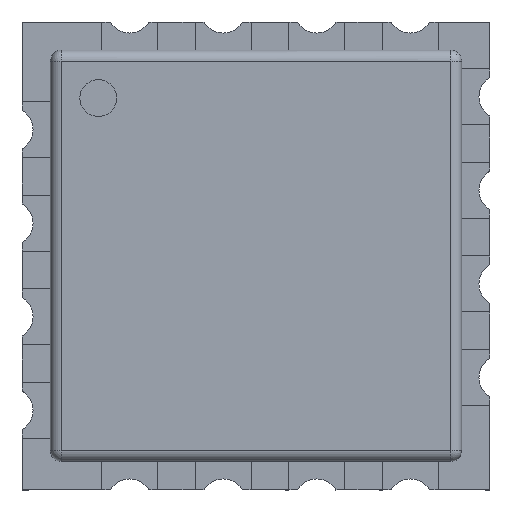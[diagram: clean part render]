
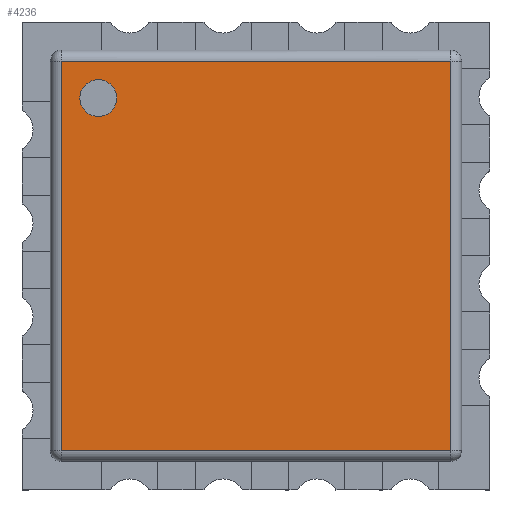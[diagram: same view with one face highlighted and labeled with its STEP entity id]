
A CAD part, top view. The second image highlights one B-rep face of the part: STEP entity #4236.
In plain terms, the highlighted planar face has unit normal (0, 0, 1).
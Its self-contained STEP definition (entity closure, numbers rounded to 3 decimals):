
#20=FACE_BOUND('',#611,.T.);
#58=CIRCLE('',#4515,0.5);
#372=FACE_OUTER_BOUND('',#610,.T.);
#610=EDGE_LOOP('',(#3781,#3782,#3783,#3784));
#611=EDGE_LOOP('',(#3785));
#1138=LINE('',#6835,#1666);
#1139=LINE('',#6837,#1667);
#1141=LINE('',#6842,#1669);
#1143=LINE('',#6846,#1671);
#1666=VECTOR('',#5619,10.56);
#1667=VECTOR('',#5622,10.56);
#1669=VECTOR('',#5630,10.56);
#1671=VECTOR('',#5636,10.56);
#2048=VERTEX_POINT('',#6809);
#2050=VERTEX_POINT('',#6815);
#2051=VERTEX_POINT('',#6819);
#2053=VERTEX_POINT('',#6826);
#2054=VERTEX_POINT('',#6830);
#2614=EDGE_CURVE('',#2048,#2048,#58,.T.);
#2627=EDGE_CURVE('',#2054,#2053,#1138,.T.);
#2628=EDGE_CURVE('',#2051,#2054,#1139,.T.);
#2631=EDGE_CURVE('',#2053,#2050,#1141,.T.);
#2633=EDGE_CURVE('',#2050,#2051,#1143,.T.);
#3781=ORIENTED_EDGE('',*,*,#2627,.F.);
#3782=ORIENTED_EDGE('',*,*,#2628,.F.);
#3783=ORIENTED_EDGE('',*,*,#2633,.F.);
#3784=ORIENTED_EDGE('',*,*,#2631,.F.);
#3785=ORIENTED_EDGE('',*,*,#2614,.T.);
#4000=PLANE('',#4543);
#4236=ADVANCED_FACE('',(#372,#20),#4000,.F.);
#4515=AXIS2_PLACEMENT_3D('',#6810,#5581,#5582);
#4543=AXIS2_PLACEMENT_3D('',#6851,#5644,#5645);
#5581=DIRECTION('center_axis',(0.,0.,-1.));
#5582=DIRECTION('ref_axis',(0.,-1.,0.));
#5619=DIRECTION('',(0.,-1.,0.));
#5622=DIRECTION('',(1.,0.,0.));
#5630=DIRECTION('',(-1.,0.,0.));
#5636=DIRECTION('',(0.,1.,0.));
#5644=DIRECTION('center_axis',(0.,0.,-1.));
#5645=DIRECTION('ref_axis',(-1.,0.,0.));
#6809=CARTESIAN_POINT('',(-4.28,3.78,4.));
#6810=CARTESIAN_POINT('Origin',(-4.28,4.28,4.));
#6815=CARTESIAN_POINT('',(-5.28,-5.28,4.));
#6819=CARTESIAN_POINT('',(-5.28,5.28,4.));
#6826=CARTESIAN_POINT('',(5.28,-5.28,4.));
#6830=CARTESIAN_POINT('',(5.28,5.28,4.));
#6835=CARTESIAN_POINT('',(5.28,0.,4.));
#6837=CARTESIAN_POINT('',(0.,5.28,4.));
#6842=CARTESIAN_POINT('',(0.,-5.28,4.));
#6846=CARTESIAN_POINT('',(-5.28,0.,4.));
#6851=CARTESIAN_POINT('Origin',(0.,0.,
4.));
